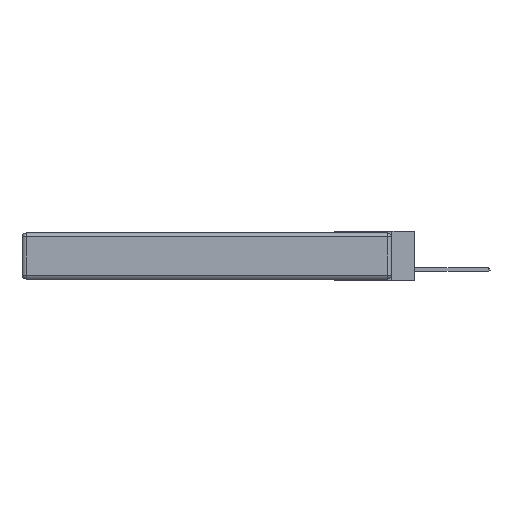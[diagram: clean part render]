
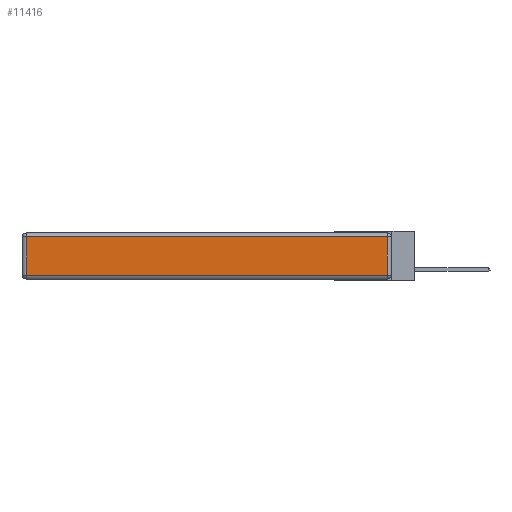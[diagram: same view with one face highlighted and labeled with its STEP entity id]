
A CAD part, left-side view. The second image highlights one B-rep face of the part: STEP entity #11416.
In plain terms, the highlighted planar face has unit normal (-1, 0, 0).
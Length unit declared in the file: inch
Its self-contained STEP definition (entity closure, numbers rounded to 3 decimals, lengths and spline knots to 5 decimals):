
#168 = LINE ( 'NONE', #13963, #18247 ) ;
#543 = AXIS2_PLACEMENT_3D ( 'NONE', #8169, #894, #15801 ) ;
#606 = ORIENTED_EDGE ( 'NONE', *, *, #5716, .T. ) ;
#787 = CARTESIAN_POINT ( 'NONE',  ( 0., 0.03, -0.313 ) ) ;
#894 = DIRECTION ( 'NONE',  ( -1., 0., 0. ) ) ;
#1365 = CARTESIAN_POINT ( 'NONE',  ( 0., 2.72, -0.313 ) ) ;
#3821 = CARTESIAN_POINT ( 'NONE',  ( 0., 0.03, -0.03 ) ) ;
#5716 = EDGE_CURVE ( 'NONE', #11498, #6464, #10069, .T. ) ;
#6048 = VECTOR ( 'NONE', #14229, 39.37008 ) ;
#6261 = ORIENTED_EDGE ( 'NONE', *, *, #23222, .T. ) ;
#6339 = CARTESIAN_POINT ( 'NONE',  ( 0., 2.72, -0.03 ) ) ;
#6464 = VERTEX_POINT ( 'NONE', #1365 ) ;
#7303 = FACE_OUTER_BOUND ( 'NONE', #18528, .T. ) ;
#8169 = CARTESIAN_POINT ( 'NONE',  ( 0., 0., -0.343 ) ) ;
#10069 = LINE ( 'NONE', #21402, #6048 ) ;
#10298 = LINE ( 'NONE', #19453, #12882 ) ;
#11195 = VECTOR ( 'NONE', #16470, 39.37008 ) ;
#11416 = ADVANCED_FACE ( 'NONE', ( #7303 ), #18669, .T. ) ;
#11498 = VERTEX_POINT ( 'NONE', #6339 ) ;
#12049 = LINE ( 'NONE', #20032, #11195 ) ;
#12225 = VERTEX_POINT ( 'NONE', #3821 ) ;
#12422 = DIRECTION ( 'NONE',  ( 0., 1., 0. ) ) ;
#12882 = VECTOR ( 'NONE', #12422, 39.37008 ) ;
#13963 = CARTESIAN_POINT ( 'NONE',  ( 0., 0.03, -0.343 ) ) ;
#14229 = DIRECTION ( 'NONE',  ( 0., 0., -1. ) ) ;
#14737 = EDGE_CURVE ( 'NONE', #6464, #19083, #12049, .T. ) ;
#15224 = EDGE_CURVE ( 'NONE', #12225, #11498, #10298, .T. ) ;
#15801 = DIRECTION ( 'NONE',  ( 0., 0., 1. ) ) ;
#16470 = DIRECTION ( 'NONE',  ( 0., -1., 0. ) ) ;
#18247 = VECTOR ( 'NONE', #19551, 39.37008 ) ;
#18528 = EDGE_LOOP ( 'NONE', ( #18896, #6261, #19632, #606 ) ) ;
#18669 = PLANE ( 'NONE',  #543 ) ;
#18896 = ORIENTED_EDGE ( 'NONE', *, *, #14737, .T. ) ;
#19083 = VERTEX_POINT ( 'NONE', #787 ) ;
#19453 = CARTESIAN_POINT ( 'NONE',  ( 0., 2.75, -0.03 ) ) ;
#19551 = DIRECTION ( 'NONE',  ( 0., 0., 1. ) ) ;
#19632 = ORIENTED_EDGE ( 'NONE', *, *, #15224, .T. ) ;
#20032 = CARTESIAN_POINT ( 'NONE',  ( 0., 0., -0.313 ) ) ;
#21402 = CARTESIAN_POINT ( 'NONE',  ( 0., 2.72, -0.343 ) ) ;
#23222 = EDGE_CURVE ( 'NONE', #19083, #12225, #168, .T. ) ;
